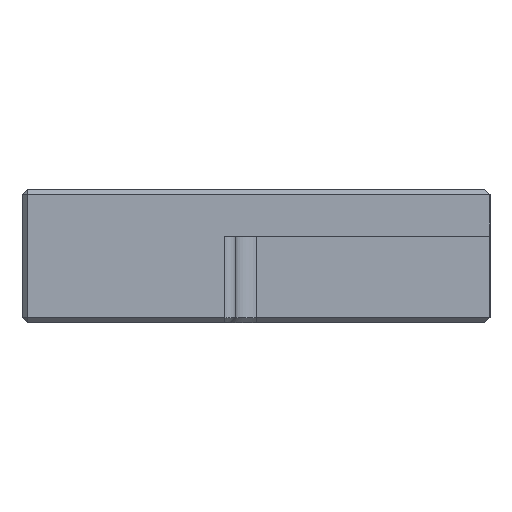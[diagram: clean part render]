
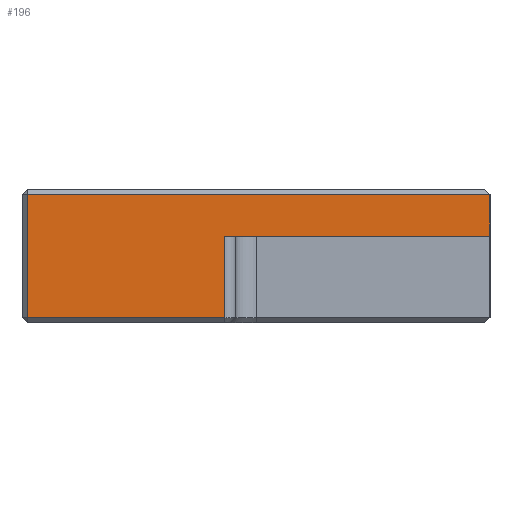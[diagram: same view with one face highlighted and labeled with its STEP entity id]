
A CAD part, left-side view. The second image highlights one B-rep face of the part: STEP entity #196.
In plain terms, the highlighted planar face has unit normal (-1, 0, 0).
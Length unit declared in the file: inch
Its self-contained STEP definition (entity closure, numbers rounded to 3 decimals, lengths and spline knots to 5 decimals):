
#42 = EDGE_CURVE ( 'NONE', #2032, #207, #986, .T. ) ;
#72 = VECTOR ( 'NONE', #1478, 39.37008 ) ;
#175 = ORIENTED_EDGE ( 'NONE', *, *, #2280, .T. ) ;
#196 = ADVANCED_FACE ( 'NONE', ( #1062 ), #635, .F. ) ;
#207 = VERTEX_POINT ( 'NONE', #1467 ) ;
#214 = DIRECTION ( 'NONE',  ( 0., 1., 0. ) ) ;
#288 = DIRECTION ( 'NONE',  ( 0., 0., -1. ) ) ;
#289 = ORIENTED_EDGE ( 'NONE', *, *, #1778, .T. ) ;
#293 = ORIENTED_EDGE ( 'NONE', *, *, #1892, .T. ) ;
#326 = DIRECTION ( 'NONE',  ( 0., 0., -1. ) ) ;
#354 = EDGE_CURVE ( 'NONE', #929, #2032, #485, .T. ) ;
#439 = CARTESIAN_POINT ( 'NONE',  ( -3.40591, -1.37795, 0.36245 ) ) ;
#470 = CARTESIAN_POINT ( 'NONE',  ( -3.40591, -1.37795, 0.3937 ) ) ;
#485 = LINE ( 'NONE', #470, #1679 ) ;
#492 = CARTESIAN_POINT ( 'NONE',  ( -3.40591, 1.37795, 0.36245 ) ) ;
#494 = VECTOR ( 'NONE', #2024, 39.37008 ) ;
#541 = LINE ( 'NONE', #2269, #1843 ) ;
#562 = VECTOR ( 'NONE', #1828, 39.37008 ) ;
#563 = CARTESIAN_POINT ( 'NONE',  ( -3.40591, -1.37795, 0.1163 ) ) ;
#608 = CARTESIAN_POINT ( 'NONE',  ( -3.40591, 1.37795, 0.3937 ) ) ;
#620 = CARTESIAN_POINT ( 'NONE',  ( -3.40591, 0.18455, 0.3937 ) ) ;
#635 = PLANE ( 'NONE',  #1937 ) ;
#720 = CARTESIAN_POINT ( 'NONE',  ( -3.40591, 1.37795, -0.36245 ) ) ;
#896 = CARTESIAN_POINT ( 'NONE',  ( -3.40591, -1.37795, 0.1163 ) ) ;
#929 = VERTEX_POINT ( 'NONE', #439 ) ;
#986 = LINE ( 'NONE', #563, #562 ) ;
#1019 = EDGE_CURVE ( 'NONE', #929, #1143, #1786, .T. ) ;
#1062 = FACE_OUTER_BOUND ( 'NONE', #1856, .T. ) ;
#1143 = VERTEX_POINT ( 'NONE', #2497 ) ;
#1272 = CARTESIAN_POINT ( 'NONE',  ( -3.40591, 1.3467, -0.36245 ) ) ;
#1467 = CARTESIAN_POINT ( 'NONE',  ( -3.40591, 0.18455, 0.1163 ) ) ;
#1478 = DIRECTION ( 'NONE',  ( 0., 0., 1. ) ) ;
#1519 = ORIENTED_EDGE ( 'NONE', *, *, #1019, .T. ) ;
#1592 = VERTEX_POINT ( 'NONE', #1272 ) ;
#1668 = CARTESIAN_POINT ( 'NONE',  ( -3.40591, 0.18455, -0.36245 ) ) ;
#1679 = VECTOR ( 'NONE', #288, 39.37008 ) ;
#1723 = DIRECTION ( 'NONE',  ( 1., 0., 0. ) ) ;
#1778 = EDGE_CURVE ( 'NONE', #1592, #2273, #2391, .T. ) ;
#1786 = LINE ( 'NONE', #492, #494 ) ;
#1828 = DIRECTION ( 'NONE',  ( 0., 1., 0. ) ) ;
#1840 = ORIENTED_EDGE ( 'NONE', *, *, #354, .F. ) ;
#1843 = VECTOR ( 'NONE', #326, 39.37008 ) ;
#1856 = EDGE_LOOP ( 'NONE', ( #293, #289, #175, #1987, #1840, #1519 ) ) ;
#1892 = EDGE_CURVE ( 'NONE', #1143, #1592, #541, .T. ) ;
#1937 = AXIS2_PLACEMENT_3D ( 'NONE', #608, #1723, #214 ) ;
#1947 = DIRECTION ( 'NONE',  ( 0., -1., 0. ) ) ;
#1987 = ORIENTED_EDGE ( 'NONE', *, *, #42, .F. ) ;
#2017 = VECTOR ( 'NONE', #1947, 39.37008 ) ;
#2024 = DIRECTION ( 'NONE',  ( 0., 1., 0. ) ) ;
#2032 = VERTEX_POINT ( 'NONE', #896 ) ;
#2269 = CARTESIAN_POINT ( 'NONE',  ( -3.40591, 1.3467, 0.3937 ) ) ;
#2273 = VERTEX_POINT ( 'NONE', #1668 ) ;
#2280 = EDGE_CURVE ( 'NONE', #2273, #207, #2527, .T. ) ;
#2391 = LINE ( 'NONE', #720, #2017 ) ;
#2497 = CARTESIAN_POINT ( 'NONE',  ( -3.40591, 1.3467, 0.36245 ) ) ;
#2527 = LINE ( 'NONE', #620, #72 ) ;
